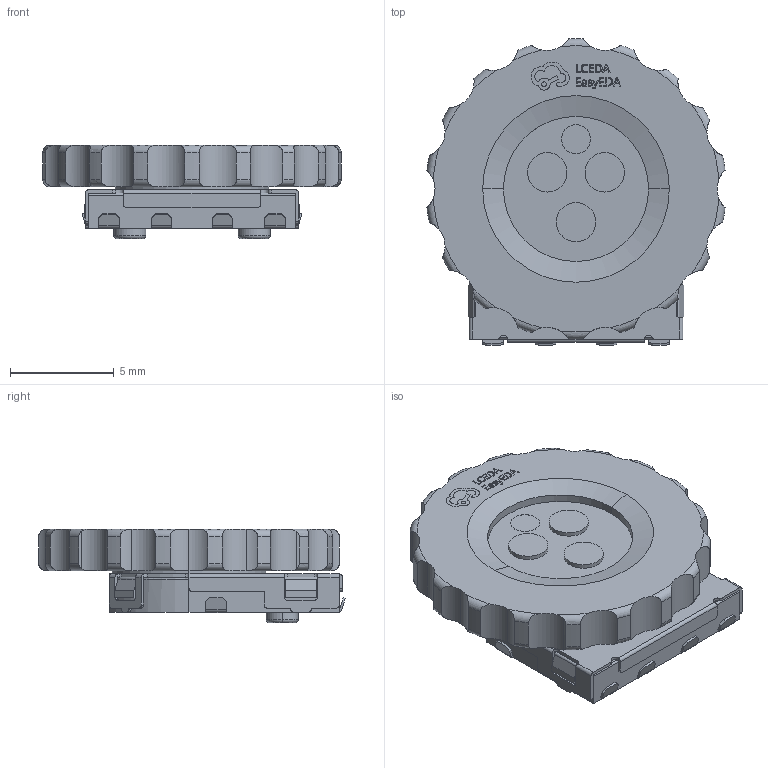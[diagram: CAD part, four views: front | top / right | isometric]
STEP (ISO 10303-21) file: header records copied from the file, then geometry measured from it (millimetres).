
FILE_DESCRIPTION(('FreeCAD Model'),'2;1');
FILE_NAME('Open CASCADE Shape Model','2025-03-11T23:10:07',(''),(''), 'Open CASCADE STEP processor 7.6','FreeCAD','Unknown');
FILE_SCHEMA(('AUTOMOTIVE_DESIGN { 1 0 10303 214 1 1 1 1 }'));
Length unit declared in the file: millimetre
Products named in the file (4): 3rsI-U1-SW-SMD_SIQ-02FVS3_1; COMPOUND002; COMPOUND; COMPOUND001
Assembly tree (3 placements, depth 3):
  3rsI-U1-SW-SMD_SIQ-02FVS3_1
    COMPOUND002
      COMPOUND
      COMPOUND001
Bounding box: 14.39 x 14.79 x 4.5 mm (x, y, z)
Volume: 478.7 mm3; surface area: 789.1 mm2
Topology: 2 solids, 2 shells, 603 faces, 1652 edges, 1087 vertices
Faces by surface type: plane 293, cylinder 167, bspline 98, torus 43, cone 2
Entity records: 22077 total; most frequent: CARTESIAN_POINT 5398, ORIENTED_EDGE 3304, DIRECTION 2760, EDGE_CURVE 1652, VERTEX_POINT 1087, LINE 990, VECTOR 990, AXIS2_PLACEMENT_3D 885
